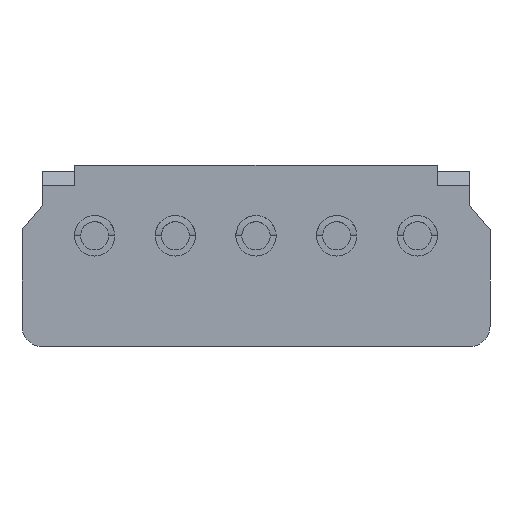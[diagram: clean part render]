
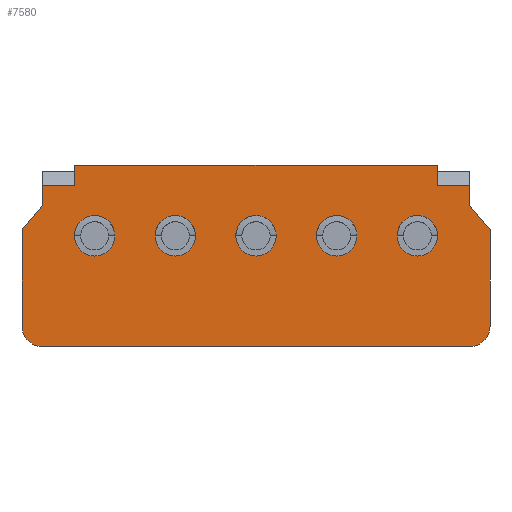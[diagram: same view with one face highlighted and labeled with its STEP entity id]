
A CAD part, front view. The second image highlights one B-rep face of the part: STEP entity #7580.
In plain terms, the highlighted planar face has unit normal (0, -1, 0).
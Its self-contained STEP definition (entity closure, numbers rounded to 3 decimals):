
#590=DIRECTION('',(0.,0.,-1.));
#591=VECTOR('',#590,0.49);
#592=CARTESIAN_POINT('',(-5.29,0.,1.74));
#593=LINE('',#592,#591);
#610=DIRECTION('',(-1.,0.,0.));
#611=VECTOR('',#610,0.8);
#612=CARTESIAN_POINT('',(-4.49,0.,1.74));
#613=LINE('',#612,#611);
#658=DIRECTION('',(1.,0.,0.));
#659=VECTOR('',#658,8.98);
#660=CARTESIAN_POINT('',(-4.49,0.,2.25));
#661=LINE('',#660,#659);
#690=DIRECTION('',(0.,0.,-1.));
#691=VECTOR('',#690,0.51);
#692=CARTESIAN_POINT('',(-4.49,0.,2.25));
#693=LINE('',#692,#691);
#698=DIRECTION('',(0.648,0.,0.762));
#699=VECTOR('',#698,0.787);
#700=CARTESIAN_POINT('',(-5.8,0.,0.65));
#701=LINE('',#700,#699);
#702=DIRECTION('',(0.648,0.,-0.762));
#703=VECTOR('',#702,0.787);
#704=CARTESIAN_POINT('',(5.29,0.,1.25));
#705=LINE('',#704,#703);
#706=CARTESIAN_POINT('',(5.29,0.,-1.74));
#707=DIRECTION('',(0.,1.,0.));
#708=DIRECTION('',(1.,0.,0.));
#709=AXIS2_PLACEMENT_3D('',#706,#707,#708);
#711=CARTESIAN_POINT('',(-5.29,0.,-1.74));
#712=DIRECTION('',(0.,1.,0.));
#713=DIRECTION('',(0.,0.,-1.));
#714=AXIS2_PLACEMENT_3D('',#711,#712,#713);
#716=CARTESIAN_POINT('',(-4.,0.,0.5));
#717=DIRECTION('',(0.,-1.,0.));
#718=DIRECTION('',(0.,0.,-1.));
#719=AXIS2_PLACEMENT_3D('',#716,#717,#718);
#721=CARTESIAN_POINT('',(-4.,0.,0.5));
#722=DIRECTION('',(0.,-1.,0.));
#723=DIRECTION('',(0.,0.,1.));
#724=AXIS2_PLACEMENT_3D('',#721,#722,#723);
#726=CARTESIAN_POINT('',(-2.,0.,0.5));
#727=DIRECTION('',(0.,-1.,0.));
#728=DIRECTION('',(0.,0.,-1.));
#729=AXIS2_PLACEMENT_3D('',#726,#727,#728);
#731=CARTESIAN_POINT('',(-2.,0.,0.5));
#732=DIRECTION('',(0.,-1.,0.));
#733=DIRECTION('',(0.,0.,1.));
#734=AXIS2_PLACEMENT_3D('',#731,#732,#733);
#736=CARTESIAN_POINT('',(0.,0.,0.5));
#737=DIRECTION('',(0.,-1.,0.));
#738=DIRECTION('',(0.,0.,-1.));
#739=AXIS2_PLACEMENT_3D('',#736,#737,#738);
#741=CARTESIAN_POINT('',(0.,0.,0.5));
#742=DIRECTION('',(0.,-1.,0.));
#743=DIRECTION('',(0.,0.,1.));
#744=AXIS2_PLACEMENT_3D('',#741,#742,#743);
#746=CARTESIAN_POINT('',(2.,0.,0.5));
#747=DIRECTION('',(0.,-1.,0.));
#748=DIRECTION('',(0.,0.,-1.));
#749=AXIS2_PLACEMENT_3D('',#746,#747,#748);
#751=CARTESIAN_POINT('',(2.,0.,0.5));
#752=DIRECTION('',(0.,-1.,0.));
#753=DIRECTION('',(0.,0.,1.));
#754=AXIS2_PLACEMENT_3D('',#751,#752,#753);
#756=CARTESIAN_POINT('',(4.,0.,0.5));
#757=DIRECTION('',(0.,-1.,0.));
#758=DIRECTION('',(0.,0.,-1.));
#759=AXIS2_PLACEMENT_3D('',#756,#757,#758);
#761=CARTESIAN_POINT('',(4.,0.,0.5));
#762=DIRECTION('',(0.,-1.,0.));
#763=DIRECTION('',(0.,0.,1.));
#764=AXIS2_PLACEMENT_3D('',#761,#762,#763);
#774=DIRECTION('',(0.,0.,1.));
#775=VECTOR('',#774,2.39);
#776=CARTESIAN_POINT('',(-5.8,0.,-1.74));
#777=LINE('',#776,#775);
#803=DIRECTION('',(-1.,0.,0.));
#804=VECTOR('',#803,10.58);
#805=CARTESIAN_POINT('',(5.29,0.,-2.25));
#806=LINE('',#805,#804);
#859=DIRECTION('',(0.,0.,1.));
#860=VECTOR('',#859,0.49);
#861=CARTESIAN_POINT('',(5.29,0.,1.25));
#862=LINE('',#861,#860);
#883=DIRECTION('',(-1.,0.,0.));
#884=VECTOR('',#883,0.8);
#885=CARTESIAN_POINT('',(5.29,0.,1.74));
#886=LINE('',#885,#884);
#907=DIRECTION('',(0.,0.,1.));
#908=VECTOR('',#907,0.51);
#909=CARTESIAN_POINT('',(4.49,0.,1.74));
#910=LINE('',#909,#908);
#991=DIRECTION('',(0.,0.,-1.));
#992=VECTOR('',#991,2.39);
#993=CARTESIAN_POINT('',(5.8,0.,0.65));
#994=LINE('',#993,#992);
#6208=CARTESIAN_POINT('',(-5.8,0.,0.65));
#6209=CARTESIAN_POINT('',(-5.29,0.,1.25));
#6210=VERTEX_POINT('',#6208);
#6211=VERTEX_POINT('',#6209);
#6212=CARTESIAN_POINT('',(-5.8,0.,-1.74));
#6213=VERTEX_POINT('',#6212);
#6214=CARTESIAN_POINT('',(-5.29,0.,-2.25));
#6215=VERTEX_POINT('',#6214);
#6216=CARTESIAN_POINT('',(5.29,0.,-2.25));
#6217=VERTEX_POINT('',#6216);
#6218=CARTESIAN_POINT('',(5.8,0.,-1.74));
#6219=VERTEX_POINT('',#6218);
#6220=CARTESIAN_POINT('',(5.8,0.,0.65));
#6221=VERTEX_POINT('',#6220);
#6222=CARTESIAN_POINT('',(5.29,0.,1.25));
#6223=VERTEX_POINT('',#6222);
#6224=CARTESIAN_POINT('',(5.29,0.,1.74));
#6225=VERTEX_POINT('',#6224);
#6226=CARTESIAN_POINT('',(4.49,0.,1.74));
#6227=VERTEX_POINT('',#6226);
#6228=CARTESIAN_POINT('',(4.49,0.,2.25));
#6229=VERTEX_POINT('',#6228);
#6230=CARTESIAN_POINT('',(-4.49,0.,2.25));
#6231=VERTEX_POINT('',#6230);
#6232=CARTESIAN_POINT('',(-4.49,0.,1.74));
#6233=VERTEX_POINT('',#6232);
#6234=CARTESIAN_POINT('',(-5.29,0.,1.74));
#6235=VERTEX_POINT('',#6234);
#6622=CARTESIAN_POINT('',(-4.,0.,0.));
#6623=CARTESIAN_POINT('',(-4.,0.,1.));
#6624=VERTEX_POINT('',#6622);
#6625=VERTEX_POINT('',#6623);
#6630=CARTESIAN_POINT('',(-2.,0.,0.));
#6631=CARTESIAN_POINT('',(-2.,0.,1.));
#6632=VERTEX_POINT('',#6630);
#6633=VERTEX_POINT('',#6631);
#6638=CARTESIAN_POINT('',(0.,0.,0.));
#6639=CARTESIAN_POINT('',(0.,0.,1.));
#6640=VERTEX_POINT('',#6638);
#6641=VERTEX_POINT('',#6639);
#6646=CARTESIAN_POINT('',(2.,0.,0.));
#6647=CARTESIAN_POINT('',(2.,0.,1.));
#6648=VERTEX_POINT('',#6646);
#6649=VERTEX_POINT('',#6647);
#6654=CARTESIAN_POINT('',(4.,0.,0.));
#6655=CARTESIAN_POINT('',(4.,0.,1.));
#6656=VERTEX_POINT('',#6654);
#6657=VERTEX_POINT('',#6655);
#7519=CARTESIAN_POINT('',(0.,0.,0.));
#7520=DIRECTION('',(0.,1.,0.));
#7521=DIRECTION('',(1.,0.,0.));
#7522=AXIS2_PLACEMENT_3D('',#7519,#7520,#7521);
#7523=PLANE('',#7522);
#7525=ORIENTED_EDGE('',*,*,#7524,.T.);
#7526=ORIENTED_EDGE('',*,*,#7373,.F.);
#7527=ORIENTED_EDGE('',*,*,#7395,.F.);
#7528=ORIENTED_EDGE('',*,*,#7513,.F.);
#7529=ORIENTED_EDGE('',*,*,#7473,.T.);
#7531=ORIENTED_EDGE('',*,*,#7530,.F.);
#7533=ORIENTED_EDGE('',*,*,#7532,.F.);
#7535=ORIENTED_EDGE('',*,*,#7534,.F.);
#7537=ORIENTED_EDGE('',*,*,#7536,.T.);
#7539=ORIENTED_EDGE('',*,*,#7538,.T.);
#7541=ORIENTED_EDGE('',*,*,#7540,.T.);
#7543=ORIENTED_EDGE('',*,*,#7542,.T.);
#7545=ORIENTED_EDGE('',*,*,#7544,.T.);
#7547=ORIENTED_EDGE('',*,*,#7546,.T.);
#7548=EDGE_LOOP('',(#7525,#7526,#7527,#7528,#7529,#7531,#7533,#7535,#7537,#7539,
#7541,#7543,#7545,#7547));
#7549=FACE_OUTER_BOUND('',#7548,.F.);
#7551=ORIENTED_EDGE('',*,*,#7550,.T.);
#7553=ORIENTED_EDGE('',*,*,#7552,.T.);
#7554=EDGE_LOOP('',(#7551,#7553));
#7555=FACE_BOUND('',#7554,.F.);
#7557=ORIENTED_EDGE('',*,*,#7556,.T.);
#7559=ORIENTED_EDGE('',*,*,#7558,.T.);
#7560=EDGE_LOOP('',(#7557,#7559));
#7561=FACE_BOUND('',#7560,.F.);
#7563=ORIENTED_EDGE('',*,*,#7562,.T.);
#7565=ORIENTED_EDGE('',*,*,#7564,.T.);
#7566=EDGE_LOOP('',(#7563,#7565));
#7567=FACE_BOUND('',#7566,.F.);
#7569=ORIENTED_EDGE('',*,*,#7568,.T.);
#7571=ORIENTED_EDGE('',*,*,#7570,.T.);
#7572=EDGE_LOOP('',(#7569,#7571));
#7573=FACE_BOUND('',#7572,.F.);
#7575=ORIENTED_EDGE('',*,*,#7574,.T.);
#7577=ORIENTED_EDGE('',*,*,#7576,.T.);
#7578=EDGE_LOOP('',(#7575,#7577));
#7579=FACE_BOUND('',#7578,.F.);
#710=CIRCLE('',#709,0.51);
#715=CIRCLE('',#714,0.51);
#720=CIRCLE('',#719,0.5);
#725=CIRCLE('',#724,0.5);
#730=CIRCLE('',#729,0.5);
#735=CIRCLE('',#734,0.5);
#740=CIRCLE('',#739,0.5);
#745=CIRCLE('',#744,0.5);
#750=CIRCLE('',#749,0.5);
#755=CIRCLE('',#754,0.5);
#760=CIRCLE('',#759,0.5);
#765=CIRCLE('',#764,0.5);
#7373=EDGE_CURVE('',#6235,#6211,#593,.T.);
#7395=EDGE_CURVE('',#6233,#6235,#613,.T.);
#7473=EDGE_CURVE('',#6231,#6229,#661,.T.);
#7513=EDGE_CURVE('',#6231,#6233,#693,.T.);
#7524=EDGE_CURVE('',#6210,#6211,#701,.T.);
#7530=EDGE_CURVE('',#6227,#6229,#910,.T.);
#7532=EDGE_CURVE('',#6225,#6227,#886,.T.);
#7534=EDGE_CURVE('',#6223,#6225,#862,.T.);
#7536=EDGE_CURVE('',#6223,#6221,#705,.T.);
#7538=EDGE_CURVE('',#6221,#6219,#994,.T.);
#7540=EDGE_CURVE('',#6219,#6217,#710,.T.);
#7542=EDGE_CURVE('',#6217,#6215,#806,.T.);
#7544=EDGE_CURVE('',#6215,#6213,#715,.T.);
#7546=EDGE_CURVE('',#6213,#6210,#777,.T.);
#7550=EDGE_CURVE('',#6624,#6625,#720,.T.);
#7552=EDGE_CURVE('',#6625,#6624,#725,.T.);
#7556=EDGE_CURVE('',#6632,#6633,#730,.T.);
#7558=EDGE_CURVE('',#6633,#6632,#735,.T.);
#7562=EDGE_CURVE('',#6640,#6641,#740,.T.);
#7564=EDGE_CURVE('',#6641,#6640,#745,.T.);
#7568=EDGE_CURVE('',#6648,#6649,#750,.T.);
#7570=EDGE_CURVE('',#6649,#6648,#755,.T.);
#7574=EDGE_CURVE('',#6656,#6657,#760,.T.);
#7576=EDGE_CURVE('',#6657,#6656,#765,.T.);
#7580=ADVANCED_FACE('',(#7549,#7555,#7561,#7567,#7573,#7579),#7523,.F.);
